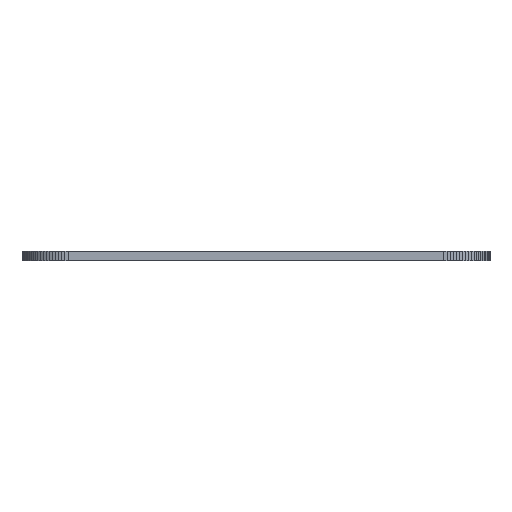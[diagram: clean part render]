
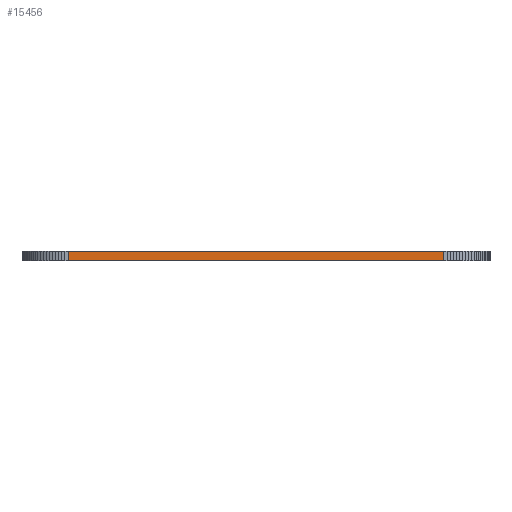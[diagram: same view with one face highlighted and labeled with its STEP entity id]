
A CAD part, left-side view. The second image highlights one B-rep face of the part: STEP entity #15456.
In plain terms, the highlighted planar face has unit normal (-1, 0, 0).
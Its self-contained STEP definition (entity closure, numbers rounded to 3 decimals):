
#90 = PLANE('',#91);
#91 = AXIS2_PLACEMENT_3D('',#92,#93,#94);
#92 = CARTESIAN_POINT('',(149.558,-99.396,1.6));
#93 = DIRECTION('',(-0.,-0.,-1.));
#94 = DIRECTION('',(-1.,0.,0.));
#144 = PLANE('',#145);
#145 = AXIS2_PLACEMENT_3D('',#146,#147,#148);
#146 = CARTESIAN_POINT('',(149.558,-99.396,0.));
#147 = DIRECTION('',(-0.,-0.,-1.));
#148 = DIRECTION('',(-1.,0.,0.));
#2325 = VERTEX_POINT('',#2326);
#2326 = CARTESIAN_POINT('',(57.6,-131.,0.));
#2340 = PLANE('',#2341);
#2341 = AXIS2_PLACEMENT_3D('',#2342,#2343,#2344);
#2342 = CARTESIAN_POINT('',(57.62,-131.571,0.));
#2343 = DIRECTION('',(-0.999,-0.036,0.));
#2344 = DIRECTION('',(-0.036,0.999,0.));
#2352 = EDGE_CURVE('',#2325,#2353,#2355,.T.);
#2353 = VERTEX_POINT('',#2354);
#2354 = CARTESIAN_POINT('',(57.6,-66.,0.));
#2355 = SURFACE_CURVE('',#2356,(#2360,#2367),.PCURVE_S1.);
#2356 = LINE('',#2357,#2358);
#2357 = CARTESIAN_POINT('',(57.6,-131.,0.));
#2358 = VECTOR('',#2359,1.);
#2359 = DIRECTION('',(0.,1.,0.));
#2360 = PCURVE('',#144,#2361);
#2361 = DEFINITIONAL_REPRESENTATION('',(#2362),#2366);
#2362 = LINE('',#2363,#2364);
#2363 = CARTESIAN_POINT('',(91.958,-31.604));
#2364 = VECTOR('',#2365,1.);
#2365 = DIRECTION('',(0.,1.));
#2366 = ( GEOMETRIC_REPRESENTATION_CONTEXT(2) 
PARAMETRIC_REPRESENTATION_CONTEXT() REPRESENTATION_CONTEXT('2D SPACE',''
  ) );
#2367 = PCURVE('',#2368,#2373);
#2368 = PLANE('',#2369);
#2369 = AXIS2_PLACEMENT_3D('',#2370,#2371,#2372);
#2370 = CARTESIAN_POINT('',(57.6,-131.,0.));
#2371 = DIRECTION('',(-1.,0.,0.));
#2372 = DIRECTION('',(0.,1.,0.));
#2373 = DEFINITIONAL_REPRESENTATION('',(#2374),#2378);
#2374 = LINE('',#2375,#2376);
#2375 = CARTESIAN_POINT('',(0.,0.));
#2376 = VECTOR('',#2377,1.);
#2377 = DIRECTION('',(1.,0.));
#2378 = ( GEOMETRIC_REPRESENTATION_CONTEXT(2) 
PARAMETRIC_REPRESENTATION_CONTEXT() REPRESENTATION_CONTEXT('2D SPACE',''
  ) );
#2396 = PLANE('',#2397);
#2397 = AXIS2_PLACEMENT_3D('',#2398,#2399,#2400);
#2398 = CARTESIAN_POINT('',(57.6,-66.,0.));
#2399 = DIRECTION('',(-0.999,0.036,0.));
#2400 = DIRECTION('',(0.036,0.999,0.));
#9505 = VERTEX_POINT('',#9506);
#9506 = CARTESIAN_POINT('',(57.6,-131.,1.6));
#9527 = EDGE_CURVE('',#9505,#9528,#9530,.T.);
#9528 = VERTEX_POINT('',#9529);
#9529 = CARTESIAN_POINT('',(57.6,-66.,1.6));
#9530 = SURFACE_CURVE('',#9531,(#9535,#9542),.PCURVE_S1.);
#9531 = LINE('',#9532,#9533);
#9532 = CARTESIAN_POINT('',(57.6,-131.,1.6));
#9533 = VECTOR('',#9534,1.);
#9534 = DIRECTION('',(0.,1.,0.));
#9535 = PCURVE('',#90,#9536);
#9536 = DEFINITIONAL_REPRESENTATION('',(#9537),#9541);
#9537 = LINE('',#9538,#9539);
#9538 = CARTESIAN_POINT('',(91.958,-31.604));
#9539 = VECTOR('',#9540,1.);
#9540 = DIRECTION('',(0.,1.));
#9541 = ( GEOMETRIC_REPRESENTATION_CONTEXT(2) 
PARAMETRIC_REPRESENTATION_CONTEXT() REPRESENTATION_CONTEXT('2D SPACE',''
  ) );
#9542 = PCURVE('',#2368,#9543);
#9543 = DEFINITIONAL_REPRESENTATION('',(#9544),#9548);
#9544 = LINE('',#9545,#9546);
#9545 = CARTESIAN_POINT('',(0.,-1.6));
#9546 = VECTOR('',#9547,1.);
#9547 = DIRECTION('',(1.,0.));
#9548 = ( GEOMETRIC_REPRESENTATION_CONTEXT(2) 
PARAMETRIC_REPRESENTATION_CONTEXT() REPRESENTATION_CONTEXT('2D SPACE',''
  ) );
#15406 = EDGE_CURVE('',#2353,#9528,#15407,.T.);
#15407 = SURFACE_CURVE('',#15408,(#15412,#15419),.PCURVE_S1.);
#15408 = LINE('',#15409,#15410);
#15409 = CARTESIAN_POINT('',(57.6,-66.,0.));
#15410 = VECTOR('',#15411,1.);
#15411 = DIRECTION('',(0.,0.,1.));
#15412 = PCURVE('',#2396,#15413);
#15413 = DEFINITIONAL_REPRESENTATION('',(#15414),#15418);
#15414 = LINE('',#15415,#15416);
#15415 = CARTESIAN_POINT('',(0.,0.));
#15416 = VECTOR('',#15417,1.);
#15417 = DIRECTION('',(0.,-1.));
#15418 = ( GEOMETRIC_REPRESENTATION_CONTEXT(2) 
PARAMETRIC_REPRESENTATION_CONTEXT() REPRESENTATION_CONTEXT('2D SPACE',''
  ) );
#15419 = PCURVE('',#2368,#15420);
#15420 = DEFINITIONAL_REPRESENTATION('',(#15421),#15425);
#15421 = LINE('',#15422,#15423);
#15422 = CARTESIAN_POINT('',(65.,0.));
#15423 = VECTOR('',#15424,1.);
#15424 = DIRECTION('',(0.,-1.));
#15425 = ( GEOMETRIC_REPRESENTATION_CONTEXT(2) 
PARAMETRIC_REPRESENTATION_CONTEXT() REPRESENTATION_CONTEXT('2D SPACE',''
  ) );
#15456 = ADVANCED_FACE('',(#15457),#2368,.T.);
#15457 = FACE_BOUND('',#15458,.T.);
#15458 = EDGE_LOOP('',(#15459,#15480,#15481,#15482));
#15459 = ORIENTED_EDGE('',*,*,#15460,.T.);
#15460 = EDGE_CURVE('',#2325,#9505,#15461,.T.);
#15461 = SURFACE_CURVE('',#15462,(#15466,#15473),.PCURVE_S1.);
#15462 = LINE('',#15463,#15464);
#15463 = CARTESIAN_POINT('',(57.6,-131.,0.));
#15464 = VECTOR('',#15465,1.);
#15465 = DIRECTION('',(0.,0.,1.));
#15466 = PCURVE('',#2368,#15467);
#15467 = DEFINITIONAL_REPRESENTATION('',(#15468),#15472);
#15468 = LINE('',#15469,#15470);
#15469 = CARTESIAN_POINT('',(0.,0.));
#15470 = VECTOR('',#15471,1.);
#15471 = DIRECTION('',(0.,-1.));
#15472 = ( GEOMETRIC_REPRESENTATION_CONTEXT(2) 
PARAMETRIC_REPRESENTATION_CONTEXT() REPRESENTATION_CONTEXT('2D SPACE',''
  ) );
#15473 = PCURVE('',#2340,#15474);
#15474 = DEFINITIONAL_REPRESENTATION('',(#15475),#15479);
#15475 = LINE('',#15476,#15477);
#15476 = CARTESIAN_POINT('',(0.571,0.));
#15477 = VECTOR('',#15478,1.);
#15478 = DIRECTION('',(0.,-1.));
#15479 = ( GEOMETRIC_REPRESENTATION_CONTEXT(2) 
PARAMETRIC_REPRESENTATION_CONTEXT() REPRESENTATION_CONTEXT('2D SPACE',''
  ) );
#15480 = ORIENTED_EDGE('',*,*,#9527,.T.);
#15481 = ORIENTED_EDGE('',*,*,#15406,.F.);
#15482 = ORIENTED_EDGE('',*,*,#2352,.F.);
